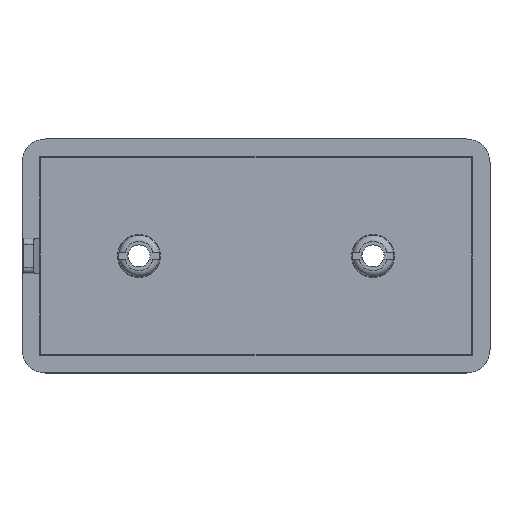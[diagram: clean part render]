
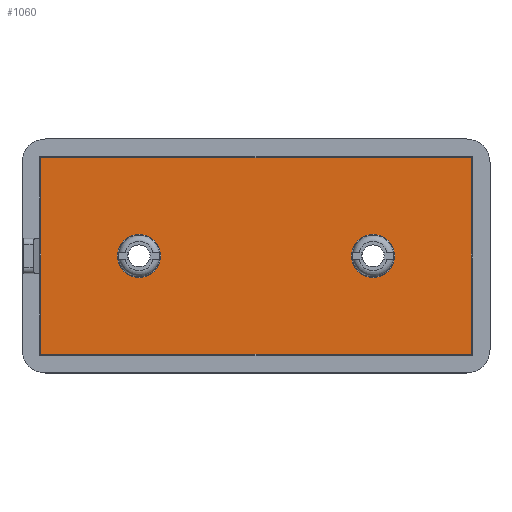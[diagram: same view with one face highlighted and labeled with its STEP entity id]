
A CAD part, top view. The second image highlights one B-rep face of the part: STEP entity #1060.
In plain terms, the highlighted planar face has unit normal (0, 0, 1).
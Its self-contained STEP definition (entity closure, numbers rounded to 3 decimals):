
#46=PLANE($,#1168);
#113=LINE($,#1814,#196);
#114=LINE($,#1816,#197);
#115=LINE($,#1818,#198);
#116=LINE($,#1819,#199);
#196=VECTOR($,#1407,33.6);
#197=VECTOR($,#1408,73.6);
#198=VECTOR($,#1409,33.6);
#199=VECTOR($,#1410,73.6);
#267=FACE_BOUND($,#379,.T.);
#268=FACE_BOUND($,#380,.T.);
#298=FACE_OUTER_BOUND($,#378,.T.);
#378=EDGE_LOOP($,(#866,#867,#868,#869));
#379=EDGE_LOOP($,(#870));
#380=EDGE_LOOP($,(#871));
#420=CIRCLE($,#1103,3.7);
#422=CIRCLE($,#1106,3.7);
#474=VERTEX_POINT($,#1556);
#476=VERTEX_POINT($,#1561);
#548=VERTEX_POINT($,#1812);
#549=VERTEX_POINT($,#1813);
#550=VERTEX_POINT($,#1815);
#551=VERTEX_POINT($,#1817);
#574=EDGE_CURVE($,#474,#474,#420,.T.);
#576=EDGE_CURVE($,#476,#476,#422,.T.);
#665=EDGE_CURVE($,#548,#549,#113,.T.);
#666=EDGE_CURVE($,#549,#550,#114,.T.);
#667=EDGE_CURVE($,#550,#551,#115,.T.);
#668=EDGE_CURVE($,#551,#548,#116,.T.);
#866=ORIENTED_EDGE($,*,*,#665,.T.);
#867=ORIENTED_EDGE($,*,*,#666,.T.);
#868=ORIENTED_EDGE($,*,*,#667,.T.);
#869=ORIENTED_EDGE($,*,*,#668,.T.);
#870=ORIENTED_EDGE($,*,*,#574,.T.);
#871=ORIENTED_EDGE($,*,*,#576,.T.);
#1060=ADVANCED_FACE($,(#298,#267,#268),#46,.T.);
#1103=AXIS2_PLACEMENT_3D($,#1557,#1229,#1230);
#1106=AXIS2_PLACEMENT_3D($,#1562,#1235,#1236);
#1168=AXIS2_PLACEMENT_3D($,#1811,#1405,#1406);
#1229=DIRECTION('center_axis',(0.,0.,-1.));
#1230=DIRECTION('ref_axis',(1.,0.,0.));
#1235=DIRECTION('center_axis',(0.,0.,-1.));
#1236=DIRECTION('ref_axis',(1.,0.,0.));
#1405=DIRECTION('center_axis',(0.,0.,1.));
#1406=DIRECTION('ref_axis',(1.,0.,0.));
#1407=DIRECTION($,(0.,1.,0.));
#1408=DIRECTION($,(-1.,0.,0.));
#1409=DIRECTION($,(0.,-1.,0.));
#1410=DIRECTION($,(1.,0.,0.));
#1556=CARTESIAN_POINT('',(3.7,0.,3.));
#1557=CARTESIAN_POINT('Origin',(0.,0.,3.));
#1561=CARTESIAN_POINT('',(43.7,0.,3.));
#1562=CARTESIAN_POINT('Origin',(40.,0.,3.));
#1811=CARTESIAN_POINT('Origin',(-17.,-17.,3.));
#1812=CARTESIAN_POINT('',(56.8,-16.8,3.));
#1813=CARTESIAN_POINT('',(56.8,16.8,3.));
#1814=CARTESIAN_POINT($,(56.8,-17.,3.));
#1815=CARTESIAN_POINT('',(-16.8,16.8,3.));
#1816=CARTESIAN_POINT($,(-17.,16.8,3.));
#1817=CARTESIAN_POINT('',(-16.8,-16.8,3.));
#1818=CARTESIAN_POINT($,(-16.8,-17.,3.));
#1819=CARTESIAN_POINT($,(-17.,-16.8,3.));
